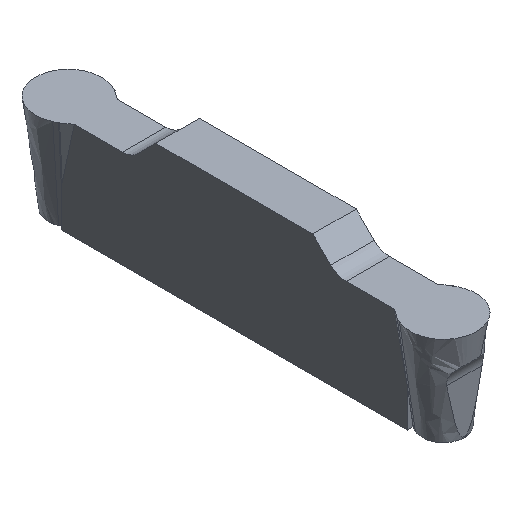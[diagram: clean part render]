
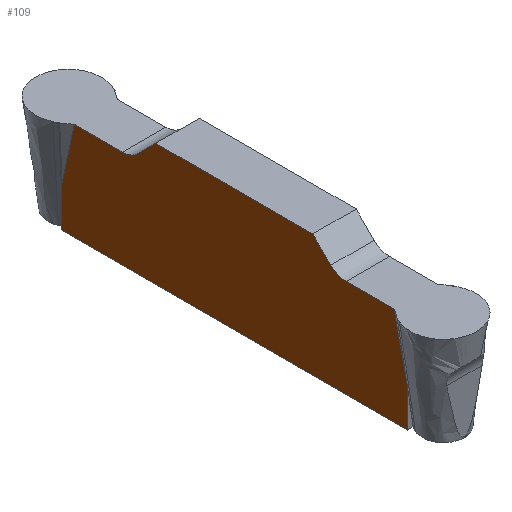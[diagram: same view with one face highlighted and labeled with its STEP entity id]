
A CAD part, isometric view. The second image highlights one B-rep face of the part: STEP entity #109.
In plain terms, the highlighted planar face has unit normal (-1, 0, 0).
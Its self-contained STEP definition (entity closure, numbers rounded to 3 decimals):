
#39=PLANE('',#806);
#65=FACE_OUTER_BOUND('',#165,.T.);
#103=CIRCLE('',#804,1.);
#104=CIRCLE('',#805,1.);
#109=ADVANCED_FACE('',(#65),#39,.T.);
#165=EDGE_LOOP('',(#365,#366,#367,#368,#369,#370,#371,#372,#373,#374,#375,
#376,#377,#378,#379,#380));
#215=LINE('',#1274,#285);
#216=LINE('',#1276,#286);
#217=LINE('',#1278,#287);
#218=LINE('',#1280,#288);
#219=LINE('',#1282,#289);
#220=LINE('',#1295,#290);
#221=LINE('',#1297,#291);
#222=LINE('',#1301,#292);
#223=LINE('',#1303,#293);
#224=LINE('',#1305,#294);
#225=LINE('',#1309,#295);
#226=LINE('',#1311,#296);
#285=VECTOR('',#846,1.);
#286=VECTOR('',#847,1.);
#287=VECTOR('',#848,1.);
#288=VECTOR('',#849,1.);
#289=VECTOR('',#850,1.);
#290=VECTOR('',#851,1.);
#291=VECTOR('',#852,1.);
#292=VECTOR('',#855,1.);
#293=VECTOR('',#856,1.);
#294=VECTOR('',#857,1.);
#295=VECTOR('',#860,1.);
#296=VECTOR('',#861,1.);
#365=ORIENTED_EDGE('',*,*,#653,.T.);
#366=ORIENTED_EDGE('',*,*,#654,.T.);
#367=ORIENTED_EDGE('',*,*,#655,.T.);
#368=ORIENTED_EDGE('',*,*,#656,.T.);
#369=ORIENTED_EDGE('',*,*,#657,.T.);
#370=ORIENTED_EDGE('',*,*,#658,.T.);
#371=ORIENTED_EDGE('',*,*,#659,.T.);
#372=ORIENTED_EDGE('',*,*,#660,.T.);
#373=ORIENTED_EDGE('',*,*,#661,.F.);
#374=ORIENTED_EDGE('',*,*,#662,.F.);
#375=ORIENTED_EDGE('',*,*,#663,.F.);
#376=ORIENTED_EDGE('',*,*,#664,.F.);
#377=ORIENTED_EDGE('',*,*,#665,.F.);
#378=ORIENTED_EDGE('',*,*,#666,.F.);
#379=ORIENTED_EDGE('',*,*,#667,.F.);
#380=ORIENTED_EDGE('',*,*,#668,.T.);
#581=VERTEX_POINT('',#1272);
#582=VERTEX_POINT('',#1273);
#583=VERTEX_POINT('',#1275);
#584=VERTEX_POINT('',#1277);
#585=VERTEX_POINT('',#1279);
#586=VERTEX_POINT('',#1281);
#587=VERTEX_POINT('',#1283);
#588=VERTEX_POINT('',#1294);
#589=VERTEX_POINT('',#1296);
#590=VERTEX_POINT('',#1298);
#591=VERTEX_POINT('',#1300);
#592=VERTEX_POINT('',#1302);
#593=VERTEX_POINT('',#1304);
#594=VERTEX_POINT('',#1306);
#595=VERTEX_POINT('',#1308);
#596=VERTEX_POINT('',#1310);
#653=EDGE_CURVE('',#581,#582,#765,.T.);
#654=EDGE_CURVE('',#582,#583,#215,.T.);
#655=EDGE_CURVE('',#583,#584,#216,.T.);
#656=EDGE_CURVE('',#584,#585,#217,.T.);
#657=EDGE_CURVE('',#585,#586,#218,.T.);
#658=EDGE_CURVE('',#586,#587,#219,.T.);
#659=EDGE_CURVE('',#587,#588,#766,.T.);
#660=EDGE_CURVE('',#588,#589,#220,.T.);
#661=EDGE_CURVE('',#590,#589,#221,.T.);
#662=EDGE_CURVE('',#591,#590,#103,.T.);
#663=EDGE_CURVE('',#592,#591,#222,.T.);
#664=EDGE_CURVE('',#593,#592,#223,.T.);
#665=EDGE_CURVE('',#594,#593,#224,.T.);
#666=EDGE_CURVE('',#595,#594,#104,.T.);
#667=EDGE_CURVE('',#596,#595,#225,.T.);
#668=EDGE_CURVE('',#596,#581,#226,.T.);
#765=B_SPLINE_CURVE_WITH_KNOTS('',3,(#1262,#1263,#1264,#1265,#1266,#1267,
#1268,#1269,#1270,#1271),.UNSPECIFIED.,.F.,.F.,(4,3,3,4),(0.,0.415,
0.708,1.),.UNSPECIFIED.);
#766=B_SPLINE_CURVE_WITH_KNOTS('',3,(#1284,#1285,#1286,#1287,#1288,#1289,
#1290,#1291,#1292,#1293),.UNSPECIFIED.,.F.,.F.,(4,3,3,4),(0.,0.416,
0.708,1.),.UNSPECIFIED.);
#804=AXIS2_PLACEMENT_3D('',#1299,#853,#854);
#805=AXIS2_PLACEMENT_3D('',#1307,#858,#859);
#806=AXIS2_PLACEMENT_3D('',#1312,#862,#863);
#846=DIRECTION('',(0.,0.279,-0.96));
#847=DIRECTION('',(0.,0.,-1.));
#848=DIRECTION('',(0.,-1.,0.));
#849=DIRECTION('',(0.,0.,1.));
#850=DIRECTION('',(0.,0.279,0.96));
#851=DIRECTION('',(0.,0.209,0.978));
#852=DIRECTION('',(0.,-1.,0.));
#853=DIRECTION('',(-1.,0.,0.));
#854=DIRECTION('',(0.,0.,1.));
#855=DIRECTION('',(0.,-0.707,-0.707));
#856=DIRECTION('',(0.,-1.,0.));
#857=DIRECTION('',(0.,-0.707,0.707));
#858=DIRECTION('',(-1.,0.,0.));
#859=DIRECTION('',(0.,0.,1.));
#860=DIRECTION('',(0.,-1.,0.));
#861=DIRECTION('',(0.,0.209,-0.978));
#862=DIRECTION('',(-1.,0.,0.));
#863=DIRECTION('',(0.,0.,1.));
#1262=CARTESIAN_POINT('',(-1.,18.077,-2.61));
#1263=CARTESIAN_POINT('',(-1.,18.081,-2.633));
#1264=CARTESIAN_POINT('',(-1.,18.086,-2.655));
#1265=CARTESIAN_POINT('',(-1.,18.092,-2.678));
#1266=CARTESIAN_POINT('',(-1.,18.096,-2.694));
#1267=CARTESIAN_POINT('',(-1.,18.1,-2.71));
#1268=CARTESIAN_POINT('',(-1.,18.104,-2.726));
#1269=CARTESIAN_POINT('',(-1.,18.108,-2.742));
#1270=CARTESIAN_POINT('',(-1.,18.112,-2.757));
#1271=CARTESIAN_POINT('',(-1.,18.117,-2.773));
#1272=CARTESIAN_POINT('',(-1.,18.077,-2.61));
#1273=CARTESIAN_POINT('',(-1.,18.117,-2.773));
#1274=CARTESIAN_POINT('',(-1.,17.199,0.386));
#1275=CARTESIAN_POINT('',(-1.,18.131,-2.821));
#1276=CARTESIAN_POINT('',(-1.,18.131,1.127));
#1277=CARTESIAN_POINT('',(-1.,18.131,-4.527));
#1278=CARTESIAN_POINT('',(-1.,19.75,-4.527));
#1279=CARTESIAN_POINT('',(-1.,2.119,-4.527));
#1280=CARTESIAN_POINT('',(-1.,2.119,1.127));
#1281=CARTESIAN_POINT('',(-1.,2.119,-2.821));
#1282=CARTESIAN_POINT('',(-1.,4.549,5.543));
#1283=CARTESIAN_POINT('',(-1.,2.133,-2.773));
#1284=CARTESIAN_POINT('',(-1.,2.133,-2.773));
#1285=CARTESIAN_POINT('',(-1.,2.14,-2.751));
#1286=CARTESIAN_POINT('',(-1.,2.146,-2.728));
#1287=CARTESIAN_POINT('',(-1.,2.151,-2.706));
#1288=CARTESIAN_POINT('',(-1.,2.155,-2.69));
#1289=CARTESIAN_POINT('',(-1.,2.159,-2.674));
#1290=CARTESIAN_POINT('',(-1.,2.163,-2.658));
#1291=CARTESIAN_POINT('',(-1.,2.167,-2.642));
#1292=CARTESIAN_POINT('',(-1.,2.17,-2.626));
#1293=CARTESIAN_POINT('',(-1.,2.173,-2.61));
#1294=CARTESIAN_POINT('',(-1.,2.173,-2.61));
#1295=CARTESIAN_POINT('',(-1.,3.709,4.561));
#1296=CARTESIAN_POINT('',(-1.,2.732,0.));
#1297=CARTESIAN_POINT('',(-1.,19.75,0.));
#1298=CARTESIAN_POINT('',(-1.,4.959,0.));
#1299=CARTESIAN_POINT('',(-1.,4.959,1.));
#1300=CARTESIAN_POINT('',(-1.,5.666,0.293));
#1301=CARTESIAN_POINT('',(-1.,13.125,7.752));
#1302=CARTESIAN_POINT('',(-1.,6.5,1.127));
#1303=CARTESIAN_POINT('',(-1.,19.75,1.127));
#1304=CARTESIAN_POINT('',(-1.,13.75,1.127));
#1305=CARTESIAN_POINT('',(-1.,16.75,-1.873));
#1306=CARTESIAN_POINT('',(-1.,14.584,0.293));
#1307=CARTESIAN_POINT('',(-1.,15.291,1.));
#1308=CARTESIAN_POINT('',(-1.,15.291,0.));
#1309=CARTESIAN_POINT('',(-1.,19.75,0.));
#1310=CARTESIAN_POINT('',(-1.,17.518,0.));
#1311=CARTESIAN_POINT('',(-1.,17.385,0.621));
#1312=CARTESIAN_POINT('',(-1.,19.75,1.127));
